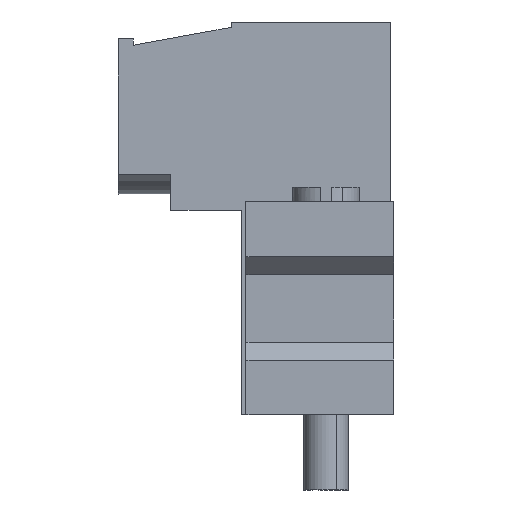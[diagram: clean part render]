
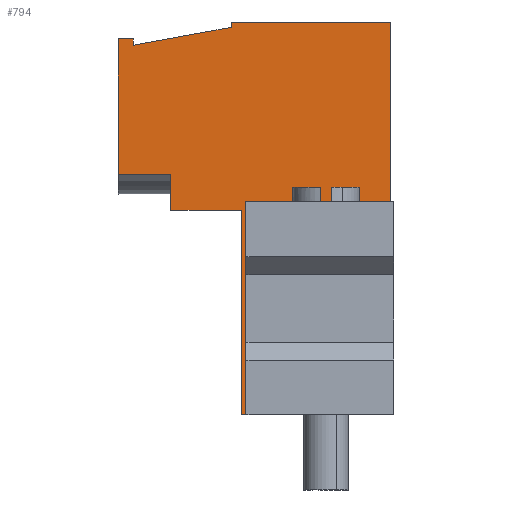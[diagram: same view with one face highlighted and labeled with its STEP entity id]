
A CAD part, left-side view. The second image highlights one B-rep face of the part: STEP entity #794.
In plain terms, the highlighted planar face has unit normal (-1, 0, 0).
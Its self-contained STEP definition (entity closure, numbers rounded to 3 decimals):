
#687=AXIS2_PLACEMENT_3D('Plane Axis2P3D',#684,#685,#686) ;
#80=CARTESIAN_POINT('Vertex',(5.06,1.3,26.285)) ;
#85=CARTESIAN_POINT('Line Origine',(5.06,1.3,21.243)) ;
#89=CARTESIAN_POINT('Vertex',(5.06,1.3,16.2)) ;
#684=CARTESIAN_POINT('Axis2P3D Location',(5.06,1.3,4.235)) ;
#689=CARTESIAN_POINT('Line Origine',(5.06,5.78,26.285)) ;
#693=CARTESIAN_POINT('Vertex',(5.06,10.261,26.285)) ;
#696=CARTESIAN_POINT('Line Origine',(5.06,10.261,26.136)) ;
#700=CARTESIAN_POINT('Vertex',(5.06,10.261,25.986)) ;
#703=CARTESIAN_POINT('Line Origine',(5.06,13.005,25.484)) ;
#707=CARTESIAN_POINT('Vertex',(5.06,15.75,24.982)) ;
#710=CARTESIAN_POINT('Line Origine',(5.06,15.75,25.158)) ;
#714=CARTESIAN_POINT('Vertex',(5.06,15.75,25.335)) ;
#717=CARTESIAN_POINT('Line Origine',(5.06,16.175,25.335)) ;
#721=CARTESIAN_POINT('Vertex',(5.06,16.6,25.335)) ;
#724=CARTESIAN_POINT('Line Origine',(5.06,16.6,21.535)) ;
#728=CARTESIAN_POINT('Vertex',(5.06,16.6,17.735)) ;
#731=CARTESIAN_POINT('Line Origine',(5.06,15.125,17.735)) ;
#735=CARTESIAN_POINT('Vertex',(5.06,13.65,17.735)) ;
#738=CARTESIAN_POINT('Line Origine',(5.06,13.65,16.717)) ;
#742=CARTESIAN_POINT('Vertex',(5.06,13.65,15.699)) ;
#745=CARTESIAN_POINT('Line Origine',(5.06,11.658,15.699)) ;
#749=CARTESIAN_POINT('Vertex',(5.06,9.665,15.699)) ;
#752=CARTESIAN_POINT('Line Origine',(5.06,9.665,9.967)) ;
#756=CARTESIAN_POINT('Vertex',(5.06,9.665,4.235)) ;
#759=CARTESIAN_POINT('Line Origine',(5.06,9.545,4.235)) ;
#763=CARTESIAN_POINT('Vertex',(5.06,9.425,4.235)) ;
#766=CARTESIAN_POINT('Line Origine',(5.06,9.425,10.218)) ;
#770=CARTESIAN_POINT('Vertex',(5.06,9.425,16.2)) ;
#773=CARTESIAN_POINT('Line Origine',(5.06,5.363,16.2)) ;
#86=DIRECTION('Vector Direction',(0.,0.,1.)) ;
#685=DIRECTION('Axis2P3D Direction',(-1.,0.,0.)) ;
#686=DIRECTION('Axis2P3D XDirection',(0.,0.,1.)) ;
#690=DIRECTION('Vector Direction',(0.,-1.,0.)) ;
#697=DIRECTION('Vector Direction',(0.,0.,1.)) ;
#704=DIRECTION('Vector Direction',(0.,-0.984,0.18)) ;
#711=DIRECTION('Vector Direction',(0.,0.,1.)) ;
#718=DIRECTION('Vector Direction',(0.,1.,0.)) ;
#725=DIRECTION('Vector Direction',(0.,0.,-1.)) ;
#732=DIRECTION('Vector Direction',(0.,-1.,0.)) ;
#739=DIRECTION('Vector Direction',(0.,0.,-1.)) ;
#746=DIRECTION('Vector Direction',(0.,-1.,0.)) ;
#753=DIRECTION('Vector Direction',(0.,0.,1.)) ;
#760=DIRECTION('Vector Direction',(0.,-1.,0.)) ;
#767=DIRECTION('Vector Direction',(0.,0.,-1.)) ;
#774=DIRECTION('Vector Direction',(0.,-1.,0.)) ;
#87=VECTOR('Line Direction',#86,1.) ;
#691=VECTOR('Line Direction',#690,1.) ;
#698=VECTOR('Line Direction',#697,1.) ;
#705=VECTOR('Line Direction',#704,1.) ;
#712=VECTOR('Line Direction',#711,1.) ;
#719=VECTOR('Line Direction',#718,1.) ;
#726=VECTOR('Line Direction',#725,1.) ;
#733=VECTOR('Line Direction',#732,1.) ;
#740=VECTOR('Line Direction',#739,1.) ;
#747=VECTOR('Line Direction',#746,1.) ;
#754=VECTOR('Line Direction',#753,1.) ;
#761=VECTOR('Line Direction',#760,1.) ;
#768=VECTOR('Line Direction',#767,1.) ;
#775=VECTOR('Line Direction',#774,1.) ;
#779=ORIENTED_EDGE('',*,*,#91,.F.) ;
#780=ORIENTED_EDGE('',*,*,#695,.T.) ;
#781=ORIENTED_EDGE('',*,*,#702,.T.) ;
#782=ORIENTED_EDGE('',*,*,#709,.T.) ;
#783=ORIENTED_EDGE('',*,*,#716,.T.) ;
#784=ORIENTED_EDGE('',*,*,#723,.T.) ;
#785=ORIENTED_EDGE('',*,*,#730,.T.) ;
#786=ORIENTED_EDGE('',*,*,#737,.T.) ;
#787=ORIENTED_EDGE('',*,*,#744,.T.) ;
#788=ORIENTED_EDGE('',*,*,#751,.T.) ;
#789=ORIENTED_EDGE('',*,*,#758,.T.) ;
#790=ORIENTED_EDGE('',*,*,#765,.T.) ;
#791=ORIENTED_EDGE('',*,*,#772,.F.) ;
#792=ORIENTED_EDGE('',*,*,#777,.T.) ;
#794=ADVANCED_FACE('HOUSING',(#793),#688,.T.) ;
#91=EDGE_CURVE('',#81,#90,#88,.F.) ;
#695=EDGE_CURVE('',#81,#694,#692,.F.) ;
#702=EDGE_CURVE('',#694,#701,#699,.F.) ;
#709=EDGE_CURVE('',#701,#708,#706,.F.) ;
#716=EDGE_CURVE('',#708,#715,#713,.T.) ;
#723=EDGE_CURVE('',#715,#722,#720,.T.) ;
#730=EDGE_CURVE('',#722,#729,#727,.T.) ;
#737=EDGE_CURVE('',#729,#736,#734,.T.) ;
#744=EDGE_CURVE('',#736,#743,#741,.T.) ;
#751=EDGE_CURVE('',#743,#750,#748,.T.) ;
#758=EDGE_CURVE('',#750,#757,#755,.F.) ;
#765=EDGE_CURVE('',#757,#764,#762,.T.) ;
#772=EDGE_CURVE('',#771,#764,#769,.T.) ;
#777=EDGE_CURVE('',#771,#90,#776,.T.) ;
#778=EDGE_LOOP('',(#779,#780,#781,#782,#783,#784,#785,#786,#787,#788,#789,#790,#791,#792)) ;
#793=FACE_OUTER_BOUND('',#778,.T.) ;
#88=LINE('Line',#85,#87) ;
#692=LINE('Line',#689,#691) ;
#699=LINE('Line',#696,#698) ;
#706=LINE('Line',#703,#705) ;
#713=LINE('Line',#710,#712) ;
#720=LINE('Line',#717,#719) ;
#727=LINE('Line',#724,#726) ;
#734=LINE('Line',#731,#733) ;
#741=LINE('Line',#738,#740) ;
#748=LINE('Line',#745,#747) ;
#755=LINE('Line',#752,#754) ;
#762=LINE('Line',#759,#761) ;
#769=LINE('Line',#766,#768) ;
#776=LINE('Line',#773,#775) ;
#688=PLANE('',#687) ;
#81=VERTEX_POINT('',#80) ;
#90=VERTEX_POINT('',#89) ;
#694=VERTEX_POINT('',#693) ;
#701=VERTEX_POINT('',#700) ;
#708=VERTEX_POINT('',#707) ;
#715=VERTEX_POINT('',#714) ;
#722=VERTEX_POINT('',#721) ;
#729=VERTEX_POINT('',#728) ;
#736=VERTEX_POINT('',#735) ;
#743=VERTEX_POINT('',#742) ;
#750=VERTEX_POINT('',#749) ;
#757=VERTEX_POINT('',#756) ;
#764=VERTEX_POINT('',#763) ;
#771=VERTEX_POINT('',#770) ;
